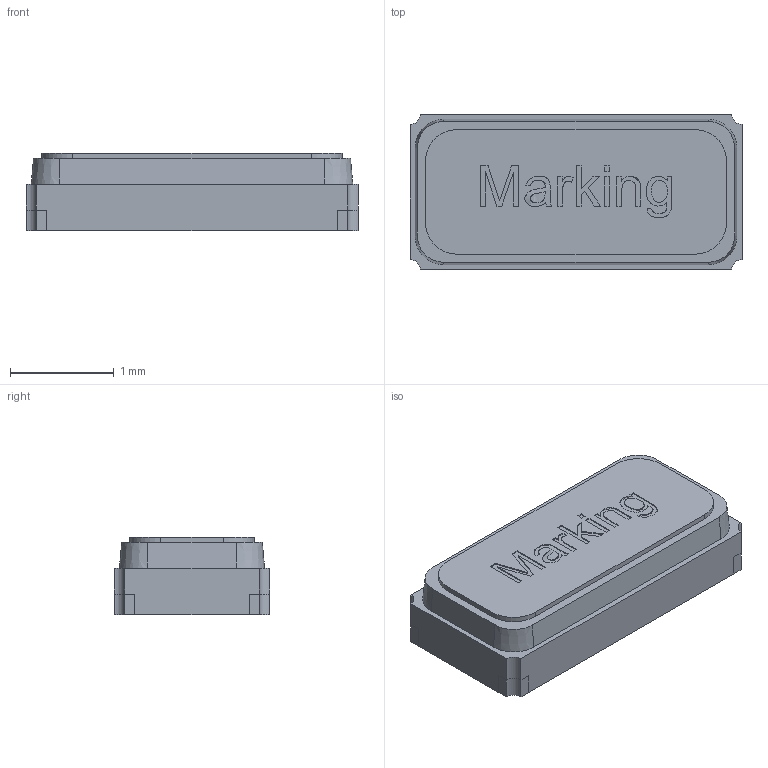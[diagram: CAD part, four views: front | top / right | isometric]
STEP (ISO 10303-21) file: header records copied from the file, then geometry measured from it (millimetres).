
FILE_DESCRIPTION(/* description */ ('Unknown'),/* implementation_level */ '2;1');
FILE_NAME(/* name */ 'Y_Wurth_WE-XTAL_Watch-CFPX-217',/* time_stamp */ '2025-09-04T11:11:24+08:00',/* author */ ('Unknown'),/* organization */ ('Unknown'),/* preprocessor_version */ 'ST-DEVELOPER v19.4',/* originating_system */ 'Solid Edge',/* authorisation */ 'Unknown');
FILE_SCHEMA (('AUTOMOTIVE_DESIGN {1 0 10303 214 3 1 1}'));
Length unit declared in the file: millimetre
Products named in the file (1): Y_Wurth_WE-XTAL_Watch-CFPX-217
Bounding box: 3.2 x 1.5 x 0.75 mm (x, y, z)
Volume: 3.4 mm3; surface area: 31.1 mm2
Topology: 4 solids, 4 shells, 154 faces, 405 edges, 270 vertices
Faces by surface type: plane 109, cylinder 29, bspline 12, cone 4
Entity records: 5612 total; most frequent: CARTESIAN_POINT 1357, ORIENTED_EDGE 808, DIRECTION 625, EDGE_CURVE 404, VERTEX_POINT 270, LINE 211, VECTOR 211, AXIS2_PLACEMENT_3D 207
